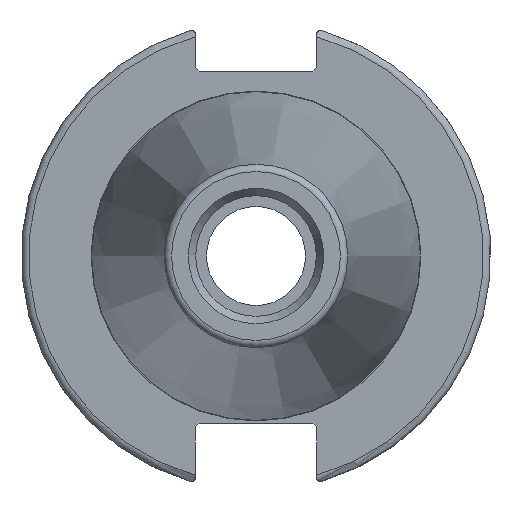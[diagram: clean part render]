
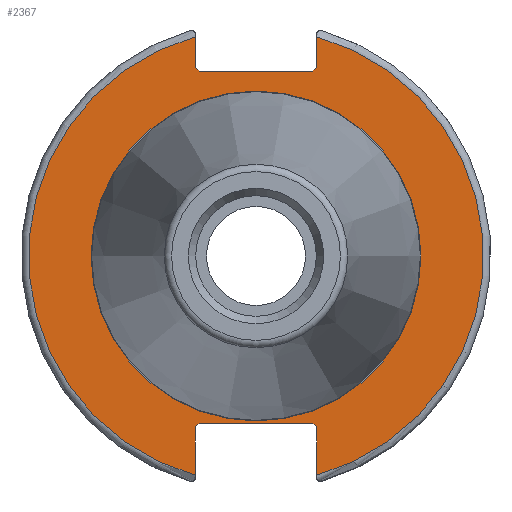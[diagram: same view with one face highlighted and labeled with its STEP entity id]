
A CAD part, left-side view. The second image highlights one B-rep face of the part: STEP entity #2367.
In plain terms, the highlighted planar face has unit normal (-1, 0, 0).
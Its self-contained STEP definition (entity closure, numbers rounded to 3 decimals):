
#223=FACE_BOUND('',#487,.T.);
#237=PLANE('',#2599);
#342=FACE_OUTER_BOUND('',#486,.T.);
#486=EDGE_LOOP('',(#1674,#1675,#1676,#1677,#1678,#1679,#1680,#1681,#1682,
#1683,#1684,#1685));
#487=EDGE_LOOP('',(#1686));
#634=LINE('',#3518,#797);
#635=LINE('',#3520,#798);
#636=LINE('',#3522,#799);
#637=LINE('',#3524,#800);
#638=LINE('',#3526,#801);
#639=LINE('',#3530,#802);
#640=LINE('',#3532,#803);
#641=LINE('',#3534,#804);
#642=LINE('',#3536,#805);
#643=LINE('',#3537,#806);
#797=VECTOR('',#2882,10.);
#798=VECTOR('',#2883,10.);
#799=VECTOR('',#2884,10.);
#800=VECTOR('',#2885,10.);
#801=VECTOR('',#2886,10.);
#802=VECTOR('',#2889,10.);
#803=VECTOR('',#2890,10.);
#804=VECTOR('',#2891,10.);
#805=VECTOR('',#2892,10.);
#806=VECTOR('',#2893,10.);
#967=CIRCLE('',#2597,22.3);
#969=CIRCLE('',#2600,30.75);
#970=CIRCLE('',#2601,30.75);
#1070=VERTEX_POINT('',#3509);
#1071=VERTEX_POINT('',#3514);
#1072=VERTEX_POINT('',#3515);
#1073=VERTEX_POINT('',#3517);
#1074=VERTEX_POINT('',#3519);
#1075=VERTEX_POINT('',#3521);
#1076=VERTEX_POINT('',#3523);
#1077=VERTEX_POINT('',#3525);
#1078=VERTEX_POINT('',#3527);
#1079=VERTEX_POINT('',#3529);
#1080=VERTEX_POINT('',#3531);
#1081=VERTEX_POINT('',#3533);
#1082=VERTEX_POINT('',#3535);
#1302=EDGE_CURVE('',#1070,#1070,#967,.T.);
#1304=EDGE_CURVE('',#1071,#1072,#969,.T.);
#1305=EDGE_CURVE('',#1071,#1073,#634,.T.);
#1306=EDGE_CURVE('',#1074,#1073,#635,.T.);
#1307=EDGE_CURVE('',#1074,#1075,#636,.T.);
#1308=EDGE_CURVE('',#1076,#1075,#637,.T.);
#1309=EDGE_CURVE('',#1076,#1077,#638,.T.);
#1310=EDGE_CURVE('',#1078,#1077,#970,.T.);
#1311=EDGE_CURVE('',#1078,#1079,#639,.T.);
#1312=EDGE_CURVE('',#1080,#1079,#640,.T.);
#1313=EDGE_CURVE('',#1080,#1081,#641,.T.);
#1314=EDGE_CURVE('',#1082,#1081,#642,.T.);
#1315=EDGE_CURVE('',#1082,#1072,#643,.T.);
#1674=ORIENTED_EDGE('',*,*,#1304,.F.);
#1675=ORIENTED_EDGE('',*,*,#1305,.T.);
#1676=ORIENTED_EDGE('',*,*,#1306,.F.);
#1677=ORIENTED_EDGE('',*,*,#1307,.T.);
#1678=ORIENTED_EDGE('',*,*,#1308,.F.);
#1679=ORIENTED_EDGE('',*,*,#1309,.T.);
#1680=ORIENTED_EDGE('',*,*,#1310,.F.);
#1681=ORIENTED_EDGE('',*,*,#1311,.T.);
#1682=ORIENTED_EDGE('',*,*,#1312,.F.);
#1683=ORIENTED_EDGE('',*,*,#1313,.T.);
#1684=ORIENTED_EDGE('',*,*,#1314,.F.);
#1685=ORIENTED_EDGE('',*,*,#1315,.T.);
#1686=ORIENTED_EDGE('',*,*,#1302,.F.);
#2367=ADVANCED_FACE('',(#342,#223),#237,.T.);
#2597=AXIS2_PLACEMENT_3D('',#3511,#2874,#2875);
#2599=AXIS2_PLACEMENT_3D('',#3513,#2878,#2879);
#2600=AXIS2_PLACEMENT_3D('',#3516,#2880,#2881);
#2601=AXIS2_PLACEMENT_3D('',#3528,#2887,#2888);
#2874=DIRECTION('center_axis',(-1.,0.,0.));
#2875=DIRECTION('ref_axis',(0.,-1.,0.));
#2878=DIRECTION('center_axis',(-1.,0.,0.));
#2879=DIRECTION('ref_axis',(0.,0.,1.));
#2880=DIRECTION('center_axis',(1.,0.,0.));
#2881=DIRECTION('ref_axis',(0.,-1.,0.));
#2882=DIRECTION('',(0.,0.,-1.));
#2883=DIRECTION('',(0.,-0.707,0.707));
#2884=DIRECTION('',(0.,1.,0.));
#2885=DIRECTION('',(0.,-0.707,-0.707));
#2886=DIRECTION('',(0.,0.,1.));
#2887=DIRECTION('center_axis',(1.,0.,0.));
#2888=DIRECTION('ref_axis',(0.,1.,0.));
#2889=DIRECTION('',(0.,0.,1.));
#2890=DIRECTION('',(0.,0.707,-0.707));
#2891=DIRECTION('',(0.,-1.,0.));
#2892=DIRECTION('',(0.,0.707,0.707));
#2893=DIRECTION('',(0.,0.,-1.));
#3509=CARTESIAN_POINT('',(3.175,0.,22.3));
#3511=CARTESIAN_POINT('Origin',(3.175,0.,0.));
#3513=CARTESIAN_POINT('Origin',(3.175,31.75,0.));
#3514=CARTESIAN_POINT('',(3.175,-8.19,29.639));
#3515=CARTESIAN_POINT('',(3.175,-8.19,-29.639));
#3516=CARTESIAN_POINT('Origin',(3.175,0.,0.));
#3517=CARTESIAN_POINT('',(3.175,-8.19,25.5));
#3518=CARTESIAN_POINT('',(3.175,-8.19,12.5));
#3519=CARTESIAN_POINT('',(3.175,-7.69,25.));
#3520=CARTESIAN_POINT('',(3.175,8.295,9.015));
#3521=CARTESIAN_POINT('',(3.175,7.69,25.));
#3522=CARTESIAN_POINT('',(3.175,15.875,25.));
#3523=CARTESIAN_POINT('',(3.175,8.19,25.5));
#3524=CARTESIAN_POINT('',(3.175,7.58,24.89));
#3525=CARTESIAN_POINT('',(3.175,8.19,29.639));
#3526=CARTESIAN_POINT('',(3.175,8.19,12.5));
#3527=CARTESIAN_POINT('',(3.175,8.19,-29.639));
#3528=CARTESIAN_POINT('Origin',(3.175,0.,0.));
#3529=CARTESIAN_POINT('',(3.175,8.19,-23.1));
#3530=CARTESIAN_POINT('',(3.175,8.19,-11.3));
#3531=CARTESIAN_POINT('',(3.175,7.69,-22.6));
#3532=CARTESIAN_POINT('',(3.175,8.18,-23.09));
#3533=CARTESIAN_POINT('',(3.175,-7.69,-22.6));
#3534=CARTESIAN_POINT('',(3.175,15.875,-22.6));
#3535=CARTESIAN_POINT('',(3.175,-8.19,-23.1));
#3536=CARTESIAN_POINT('',(3.175,7.695,-7.215));
#3537=CARTESIAN_POINT('',(3.175,-8.19,-11.3));
